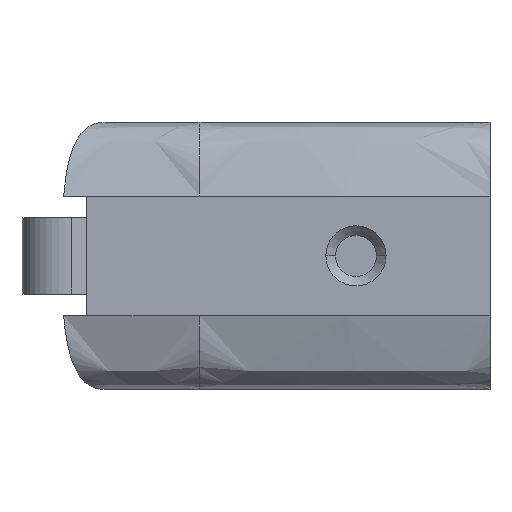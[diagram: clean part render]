
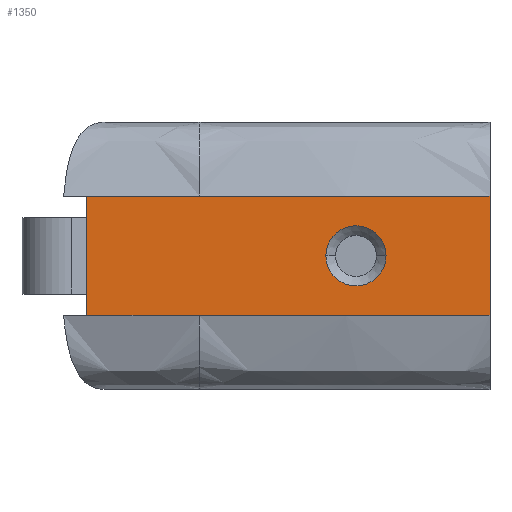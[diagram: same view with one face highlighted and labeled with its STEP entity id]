
A CAD part, top view. The second image highlights one B-rep face of the part: STEP entity #1350.
In plain terms, the highlighted planar face has unit normal (0, 0, 1).
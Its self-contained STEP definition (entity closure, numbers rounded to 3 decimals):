
#408=DIRECTION('',(0.,1.,0.));
#409=VECTOR('',#408,12.5);
#410=CARTESIAN_POINT('',(296.016,-6.25,126.905));
#411=LINE('',#410,#409);
#412=DIRECTION('',(1.,0.,0.));
#413=VECTOR('',#412,42.239);
#414=CARTESIAN_POINT('',(253.777,6.25,126.905));
#415=LINE('',#414,#413);
#420=DIRECTION('',(0.,1.,0.));
#421=VECTOR('',#420,12.5);
#422=CARTESIAN_POINT('',(253.777,-6.25,126.905));
#423=LINE('',#422,#421);
#462=DIRECTION('',(1.,0.,0.));
#463=VECTOR('',#462,42.239);
#464=CARTESIAN_POINT('',(253.777,-6.25,126.905));
#465=LINE('',#464,#463);
#466=CARTESIAN_POINT('',(281.975,0.,126.905));
#467=DIRECTION('',(0.,0.,1.));
#468=DIRECTION('',(1.,0.,0.));
#469=AXIS2_PLACEMENT_3D('',#466,#467,#468);
#471=CARTESIAN_POINT('',(281.975,0.,126.905));
#472=DIRECTION('',(0.,0.,1.));
#473=DIRECTION('',(-1.,0.,0.));
#474=AXIS2_PLACEMENT_3D('',#471,#472,#473);
#866=CARTESIAN_POINT('',(253.777,6.25,126.905));
#868=VERTEX_POINT('',#866);
#870=CARTESIAN_POINT('',(253.777,-6.25,126.905));
#872=VERTEX_POINT('',#870);
#874=CARTESIAN_POINT('',(296.016,6.25,126.905));
#876=VERTEX_POINT('',#874);
#878=CARTESIAN_POINT('',(296.016,-6.25,126.905));
#880=VERTEX_POINT('',#878);
#889=CARTESIAN_POINT('',(285.125,0.,126.905));
#890=CARTESIAN_POINT('',(278.825,0.,126.905));
#891=VERTEX_POINT('',#889);
#892=VERTEX_POINT('',#890);
#1332=CARTESIAN_POINT('',(251.246,-6.25,126.905));
#1333=DIRECTION('',(0.,0.,-1.));
#1334=DIRECTION('',(0.,1.,0.));
#1335=AXIS2_PLACEMENT_3D('',#1332,#1333,#1334);
#1336=PLANE('',#1335);
#1337=ORIENTED_EDGE('',*,*,#1312,.T.);
#1338=ORIENTED_EDGE('',*,*,#1301,.T.);
#1339=ORIENTED_EDGE('',*,*,#1284,.F.);
#1341=ORIENTED_EDGE('',*,*,#1340,.F.);
#1342=EDGE_LOOP('',(#1337,#1338,#1339,#1341));
#1343=FACE_OUTER_BOUND('',#1342,.F.);
#1345=ORIENTED_EDGE('',*,*,#1344,.T.);
#1347=ORIENTED_EDGE('',*,*,#1346,.T.);
#1348=EDGE_LOOP('',(#1345,#1347));
#1349=FACE_BOUND('',#1348,.F.);
#1350=ADVANCED_FACE('',(#1343,#1349),#1336,.F.);
#470=CIRCLE('',#469,3.15);
#475=CIRCLE('',#474,3.15);
#1284=EDGE_CURVE('',#880,#876,#411,.T.);
#1301=EDGE_CURVE('',#868,#876,#415,.T.);
#1312=EDGE_CURVE('',#872,#868,#423,.T.);
#1340=EDGE_CURVE('',#872,#880,#465,.T.);
#1344=EDGE_CURVE('',#891,#892,#470,.T.);
#1346=EDGE_CURVE('',#892,#891,#475,.T.);
